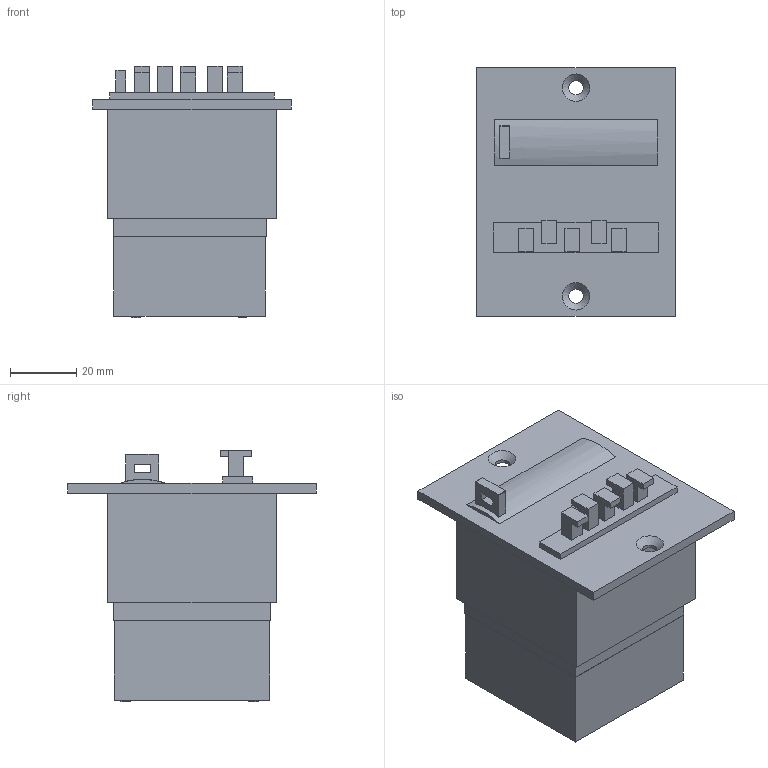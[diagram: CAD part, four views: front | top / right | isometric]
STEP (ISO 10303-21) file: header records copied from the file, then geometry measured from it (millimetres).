
FILE_DESCRIPTION(/* description */ ('STEP AP214'),/* implementation_level */ '2;1');
FILE_NAME(/* name */ '15608_PZV-E-C',/* time_stamp */ '2024-09-14T00:42:22+02:00',/* author */ ('License CC BY-ND 4.0'),/* organization */ ('CADENAS'),/* preprocessor_version */ 'ST-DEVELOPER v19.3',/* originating_system */ 'PARTsolutions',/* authorisation */ ' ');
FILE_SCHEMA (('AUTOMOTIVE_DESIGN {1 0 10303 214 3 1 1}'));
Length unit declared in the file: millimetre
Products named in the file (1): 15608 PZV-E-C
Bounding box: 60 x 75 x 76 mm (x, y, z)
Volume: 164862.4 mm3; surface area: 26319.7 mm2
Topology: 1 solids, 1 shells, 153 faces, 360 edges, 238 vertices
Faces by surface type: plane 128, cylinder 19, cone 6
Full cylindrical faces by diameter (mm): 4.134 x4, 4.3 x2, 7.9 x4, 8 x4
Entity records: 5340 total; most frequent: CARTESIAN_POINT 732, DIRECTION 694, ORIENTED_EDGE 680, EDGE_CURVE 340, LINE 294, VECTOR 294, VERTEX_POINT 238, EDGE_LOOP 208
